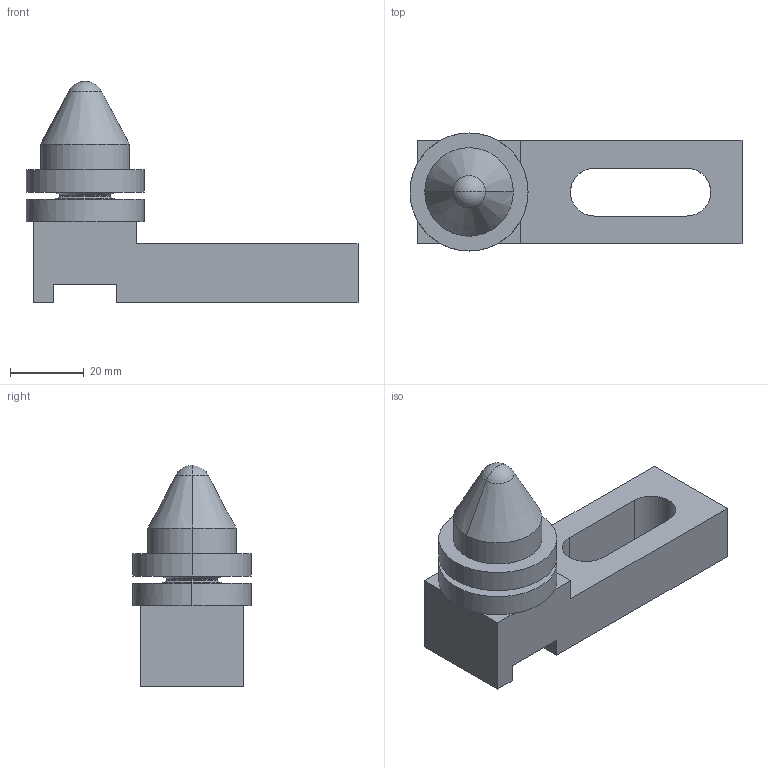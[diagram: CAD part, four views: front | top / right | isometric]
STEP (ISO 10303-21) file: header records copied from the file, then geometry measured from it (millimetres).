
FILE_DESCRIPTION(('STEP AP214'),'1');
FILE_NAME(' ',' ',('TraceParts'),('TraceParts S.A.'),'XStep 1.0',' ',' ');
FILE_SCHEMA(('automotive_design'));
Length unit declared in the file: millimetre
Products named in the file (2): 1; 2
Bounding box: 90 x 32 x 60 mm (x, y, z)
Volume: 51094 mm3; surface area: 16685.4 mm2
Topology: 2 solids, 2 shells, 216 faces, 444 edges, 233 vertices
Faces by surface type: cone 72, torus 70, cylinder 46, plane 26, sphere 2
Entity records: 10740 total; most frequent: DIRECTION 1158, STYLED_ITEM 893, PRESENTATION_STYLE_ASSIGNMENT 893, CARTESIAN_POINT 893, COLOUR_RGB 893, ORIENTED_EDGE 884, AXIS2_PLACEMENT_3D 498, EDGE_CURVE 442
